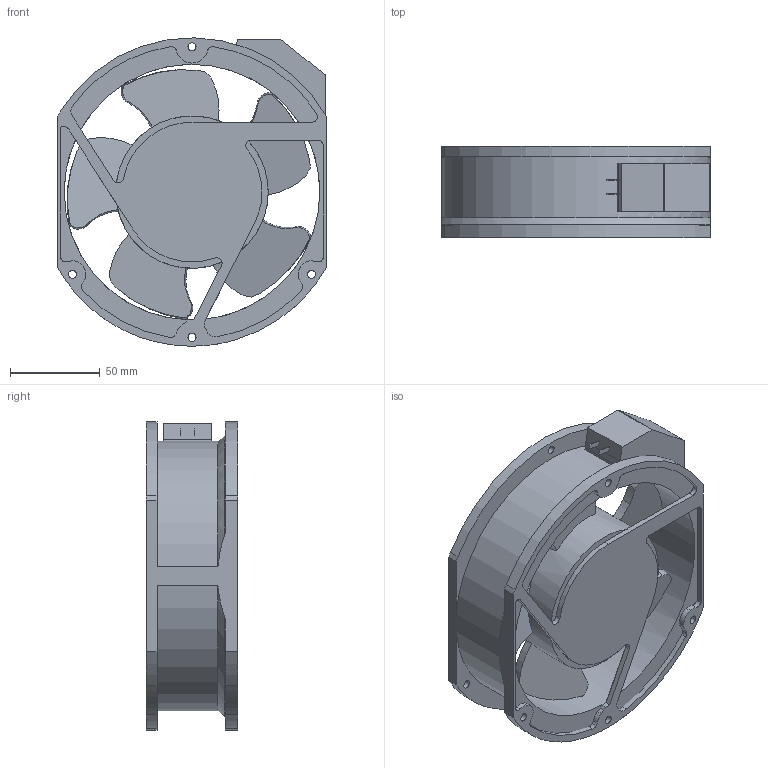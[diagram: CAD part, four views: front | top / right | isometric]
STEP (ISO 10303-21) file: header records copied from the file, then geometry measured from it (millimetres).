
FILE_DESCRIPTION(('starvars output'),'2;1');
FILE_NAME('09_paac.stp','14:27:53 2014/09/16',( 'Thomas Industrial Network Germany GmbH'),( 'Thomas Industrial Network Germany GmbH'),'unknown preprocess','ACIS' ,'unknown authorization');
FILE_SCHEMA(('AUTOMOTIVE_DESIGN_CC2 {UNKNOWN IMPLEMENTATION LEVEL}'));
Length unit declared in the file: millimetre
Products named in the file (1): PRODUCT_ID_14
Bounding box: 150 x 51 x 171.99 mm (x, y, z)
Volume: 481151.7 mm3; surface area: 113656.1 mm2
Topology: 1 solids, 1 shells, 251 faces, 716 edges, 473 vertices
Faces by surface type: cylinder 171, plane 76, cone 4
Entity records: 9894 total; most frequent: ORIENTED_EDGE 1432, CARTESIAN_POINT 1378, DIRECTION 1331, EDGE_CURVE 716, AXIS2_PLACEMENT_3D 508, VERTEX_POINT 473, VECTOR 315, LINE 315
